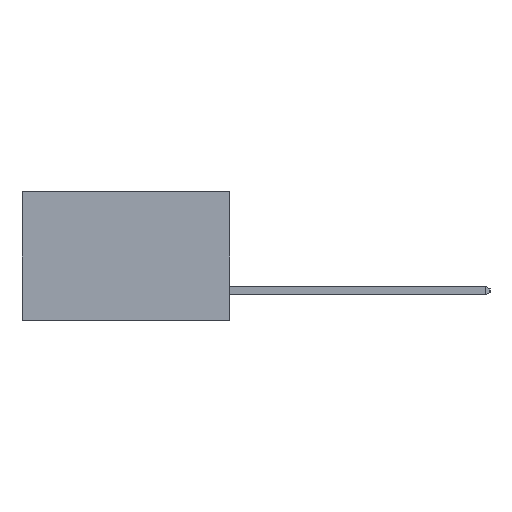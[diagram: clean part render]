
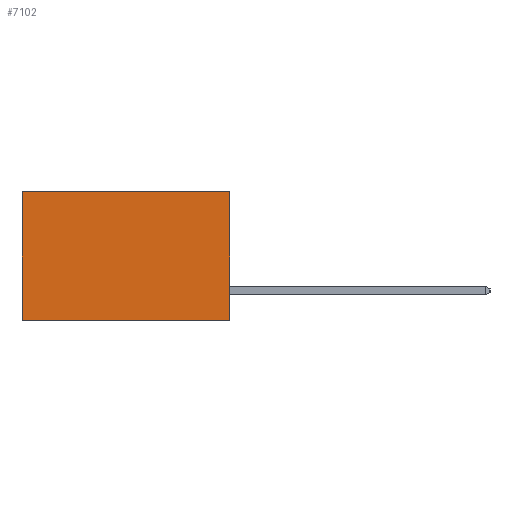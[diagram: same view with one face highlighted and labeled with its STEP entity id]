
A CAD part, left-side view. The second image highlights one B-rep face of the part: STEP entity #7102.
In plain terms, the highlighted planar face has unit normal (-1, 0, 0).
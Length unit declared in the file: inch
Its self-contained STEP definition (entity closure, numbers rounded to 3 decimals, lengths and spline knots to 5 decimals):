
#218 = LINE ( 'NONE', #1916, #3720 ) ;
#647 = VERTEX_POINT ( 'NONE', #5137 ) ;
#797 = PLANE ( 'NONE',  #5729 ) ;
#944 = VECTOR ( 'NONE', #7221, 39.37008 ) ;
#1176 = ORIENTED_EDGE ( 'NONE', *, *, #9354, .T. ) ;
#1627 = LINE ( 'NONE', #9228, #8636 ) ;
#1881 = VERTEX_POINT ( 'NONE', #2642 ) ;
#1916 = CARTESIAN_POINT ( 'NONE',  ( 0.2615, 0.6, -0.37 ) ) ;
#1982 = VERTEX_POINT ( 'NONE', #3229 ) ;
#2414 = DIRECTION ( 'NONE',  ( 0., 0., -1. ) ) ;
#2642 = CARTESIAN_POINT ( 'NONE',  ( 0.2615, 0.6, -0.37 ) ) ;
#2820 = VERTEX_POINT ( 'NONE', #6379 ) ;
#3229 = CARTESIAN_POINT ( 'NONE',  ( 0.2615, 0., 0. ) ) ;
#3617 = DIRECTION ( 'NONE',  ( 0., 1., 0. ) ) ;
#3720 = VECTOR ( 'NONE', #4206, 39.37008 ) ;
#4206 = DIRECTION ( 'NONE',  ( 0., 0., -1. ) ) ;
#4402 = EDGE_LOOP ( 'NONE', ( #6474, #6736, #4816, #1176 ) ) ;
#4816 = ORIENTED_EDGE ( 'NONE', *, *, #4828, .F. ) ;
#4828 = EDGE_CURVE ( 'NONE', #1982, #647, #9338, .T. ) ;
#5137 = CARTESIAN_POINT ( 'NONE',  ( 0.2615, 0., -0.37 ) ) ;
#5387 = VECTOR ( 'NONE', #7278, 39.37008 ) ;
#5729 = AXIS2_PLACEMENT_3D ( 'NONE', #6091, #6810, #2414 ) ;
#5857 = FACE_OUTER_BOUND ( 'NONE', #4402, .T. ) ;
#6091 = CARTESIAN_POINT ( 'NONE',  ( 0.2615, 0., -0.37 ) ) ;
#6379 = CARTESIAN_POINT ( 'NONE',  ( 0.2615, 0.6, 0. ) ) ;
#6474 = ORIENTED_EDGE ( 'NONE', *, *, #6697, .T. ) ;
#6697 = EDGE_CURVE ( 'NONE', #2820, #1881, #218, .T. ) ;
#6736 = ORIENTED_EDGE ( 'NONE', *, *, #8232, .F. ) ;
#6810 = DIRECTION ( 'NONE',  ( 1., 0., 0. ) ) ;
#7102 = ADVANCED_FACE ( 'NONE', ( #5857 ), #797, .F. ) ;
#7221 = DIRECTION ( 'NONE',  ( 0., 0., -1. ) ) ;
#7228 = CARTESIAN_POINT ( 'NONE',  ( 0.2615, 0., -0.37 ) ) ;
#7278 = DIRECTION ( 'NONE',  ( 0., 1., 0. ) ) ;
#7721 = LINE ( 'NONE', #9304, #5387 ) ;
#8232 = EDGE_CURVE ( 'NONE', #647, #1881, #7721, .T. ) ;
#8636 = VECTOR ( 'NONE', #3617, 39.37008 ) ;
#9228 = CARTESIAN_POINT ( 'NONE',  ( 0.2615, 0., 0. ) ) ;
#9304 = CARTESIAN_POINT ( 'NONE',  ( 0.2615, 0., -0.37 ) ) ;
#9338 = LINE ( 'NONE', #7228, #944 ) ;
#9354 = EDGE_CURVE ( 'NONE', #1982, #2820, #1627, .T. ) ;
